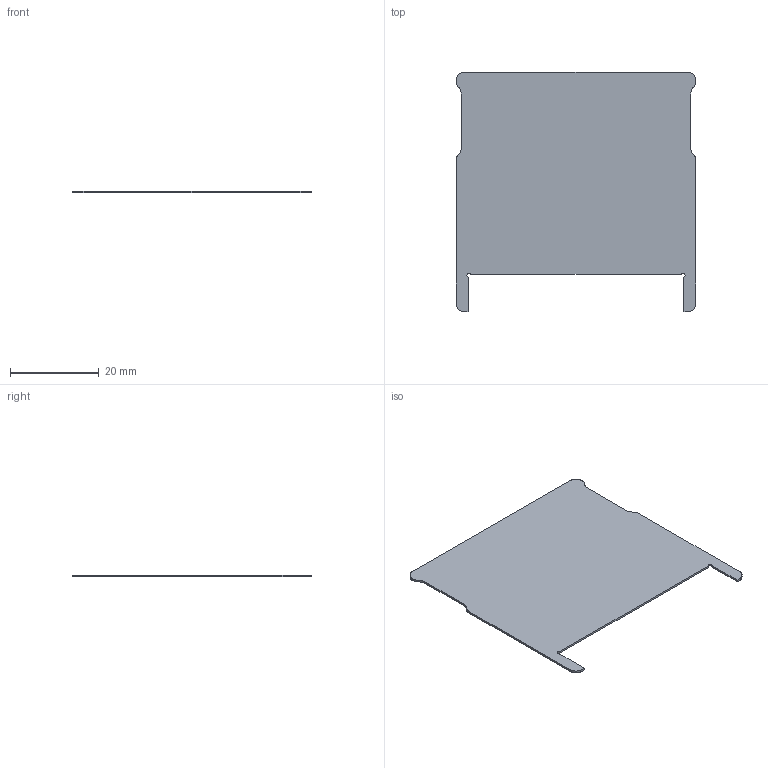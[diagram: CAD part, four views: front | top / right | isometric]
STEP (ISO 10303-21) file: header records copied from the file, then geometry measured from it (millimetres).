
FILE_DESCRIPTION(('FreeCAD Model'),'2;1');
FILE_NAME('Open CASCADE Shape Model','2023-01-04T02:23:47',(''),(''), 'Open CASCADE STEP processor 7.5','FreeCAD','Unknown');
FILE_SCHEMA(('AUTOMOTIVE_DESIGN { 1 0 10303 214 1 1 1 1 }'));
Length unit declared in the file: millimetre
Products named in the file (1): WP_2_IC_Card_Cover_Bottom_for_0_8mm_PCB001001
Bounding box: 54 x 54 x 0.45 mm (x, y, z)
Surface area: 5027.9 mm2 (no closed solid volume)
Topology: 0 solids, 1 shells, 154 faces, 456 edges, 304 vertices
Faces by surface type: plane 154
Entity records: 5062 total; most frequent: CARTESIAN_POINT 915, ORIENTED_EDGE 912, DIRECTION 766, EDGE_CURVE 456, LINE 456, VECTOR 456, VERTEX_POINT 304, AXIS2_PLACEMENT_3D 155
